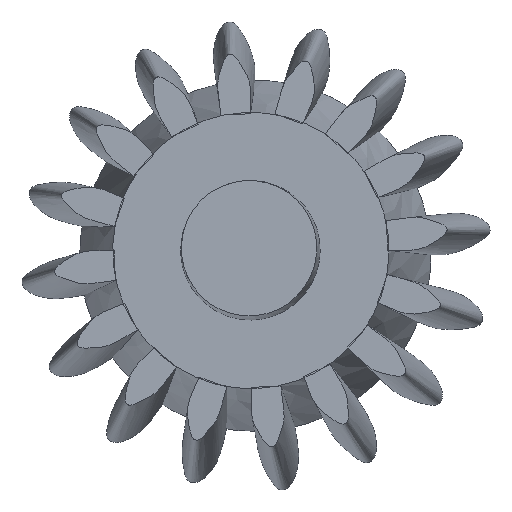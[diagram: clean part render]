
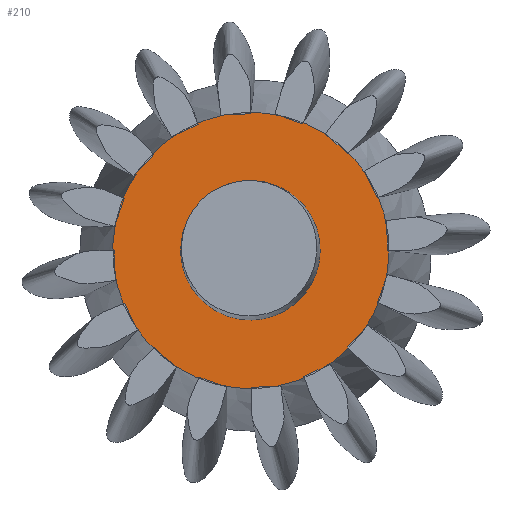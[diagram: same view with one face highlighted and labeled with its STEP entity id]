
A CAD part, front view. The second image highlights one B-rep face of the part: STEP entity #210.
In plain terms, the highlighted planar face has unit normal (-0.019, -1, 0.021).
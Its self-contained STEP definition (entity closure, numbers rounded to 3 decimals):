
#210=ADVANCED_FACE('',(#294),#295,.T.);
#294=FACE_OUTER_BOUND('',#977,.T.);
#295=PLANE('',#978);
#977=EDGE_LOOP('',(#5086));
#978=AXIS2_PLACEMENT_3D('',#5087,#5088,#5089);
#5086=ORIENTED_EDGE('',*,*,#5406,.F.);
#5087=CARTESIAN_POINT('',(-8.489,24.714,-5.698));
#5088=DIRECTION('',(-0.019,-1.,0.021));
#5089=DIRECTION('',(0.0,-0.021,-1.));
#5406=EDGE_CURVE('',#5516,#5516,#5517,.T.);
#5516=VERTEX_POINT('',#5889);
#5517=B_SPLINE_CURVE_WITH_KNOTS('',3,(#5890,#5891,#5892,#5893,#5894,#5895,#5896,#5897,#5898,#5899,#5900,#5901,#5902,#5903,#5904,#5905,#5906,#5907,#5908,#5909,#5910,#5911,#5912,#5913,#5914,#5915,#5916,#5917,#5918,#5919,#5920,#5921,#5922,#5923,#5924,#5925,#5926,#5927,#5928,#5929,#5930,#5931,#5932,#5933,#5934,#5935,#5936,#5937,#5938,#5939,#5940,#5941,#5942,#5943,#5944,#5945,#5946,#5947,#5948,#5949,#5950,#5951,#5952,#5953,#5954,#5955),.UNSPECIFIED.,.T.,.F.,(4,2,2,2,2,2,2,2,2,2,2,2,2,2,2,2,2,2,2,2,2,2,2,2,2,2,2,2,2,2,2,2,4),(0.0,0.031,0.063,0.094,0.125,0.156,0.188,0.219,0.25,0.281,0.313,0.344,0.375,0.406,0.438,0.469,0.5,0.531,0.563,0.594,0.625,0.656,0.688,0.719,0.75,0.781,0.813,0.844,0.875,0.906,0.938,0.969,1.0),.UNSPECIFIED.);
#5889=CARTESIAN_POINT('',(-53.068,26.238,26.336));
#5890=CARTESIAN_POINT('',(-53.068,26.238,26.336));
#5891=CARTESIAN_POINT('',(-50.971,26.258,29.254));
#5892=CARTESIAN_POINT('',(-48.585,26.268,31.966));
#5893=CARTESIAN_POINT('',(-43.332,26.268,36.873));
#5894=CARTESIAN_POINT('',(-40.464,26.258,39.068));
#5895=CARTESIAN_POINT('',(-34.354,26.218,42.856));
#5896=CARTESIAN_POINT('',(-31.113,26.188,44.449));
#5897=CARTESIAN_POINT('',(-24.383,26.111,46.972));
#5898=CARTESIAN_POINT('',(-20.893,26.062,47.903));
#5899=CARTESIAN_POINT('',(-13.8,25.949,49.065));
#5900=CARTESIAN_POINT('',(-10.197,25.885,49.297));
#5901=CARTESIAN_POINT('',(-3.014,25.741,49.053));
#5902=CARTESIAN_POINT('',(0.566,25.662,48.577));
#5903=CARTESIAN_POINT('',(7.563,25.493,46.937));
#5904=CARTESIAN_POINT('',(10.98,25.403,45.772));
#5905=CARTESIAN_POINT('',(17.522,25.215,42.798));
#5906=CARTESIAN_POINT('',(20.646,25.117,40.989));
#5907=CARTESIAN_POINT('',(26.481,24.917,36.796));
#5908=CARTESIAN_POINT('',(29.192,24.816,34.412));
#5909=CARTESIAN_POINT('',(34.097,24.612,29.16));
#5910=CARTESIAN_POINT('',(36.291,24.511,26.293));
#5911=CARTESIAN_POINT('',(40.076,24.311,20.185));
#5912=CARTESIAN_POINT('',(41.668,24.213,16.945));
#5913=CARTESIAN_POINT('',(44.189,24.025,10.216));
#5914=CARTESIAN_POINT('',(45.118,23.935,6.727));
#5915=CARTESIAN_POINT('',(46.278,23.766,-0.366));
#5916=CARTESIAN_POINT('',(46.508,23.687,-3.969));
#5917=CARTESIAN_POINT('',(46.261,23.543,-11.152));
#5918=CARTESIAN_POINT('',(45.784,23.479,-14.731));
#5919=CARTESIAN_POINT('',(44.141,23.366,-21.729));
#5920=CARTESIAN_POINT('',(42.975,23.317,-25.147));
#5921=CARTESIAN_POINT('',(39.998,23.24,-31.689));
#5922=CARTESIAN_POINT('',(38.188,23.21,-34.814));
#5923=CARTESIAN_POINT('',(33.992,23.17,-40.651));
#5924=CARTESIAN_POINT('',(31.607,23.16,-43.363));
#5925=CARTESIAN_POINT('',(26.353,23.16,-48.27));
#5926=CARTESIAN_POINT('',(23.485,23.17,-50.464));
#5927=CARTESIAN_POINT('',(17.376,23.21,-54.252));
#5928=CARTESIAN_POINT('',(14.135,23.24,-55.845));
#5929=CARTESIAN_POINT('',(7.404,23.317,-58.369));
#5930=CARTESIAN_POINT('',(3.915,23.366,-59.299));
#5931=CARTESIAN_POINT('',(-3.178,23.479,-60.462));
#5932=CARTESIAN_POINT('',(-6.782,23.543,-60.693));
#5933=CARTESIAN_POINT('',(-13.965,23.687,-60.45));
#5934=CARTESIAN_POINT('',(-17.544,23.766,-59.974));
#5935=CARTESIAN_POINT('',(-24.541,23.935,-58.334));
#5936=CARTESIAN_POINT('',(-27.959,24.025,-57.169));
#5937=CARTESIAN_POINT('',(-34.5,24.213,-54.195));
#5938=CARTESIAN_POINT('',(-37.625,24.311,-52.386));
#5939=CARTESIAN_POINT('',(-43.46,24.511,-48.193));
#5940=CARTESIAN_POINT('',(-46.171,24.612,-45.808));
#5941=CARTESIAN_POINT('',(-51.076,24.816,-40.557));
#5942=CARTESIAN_POINT('',(-53.269,24.917,-37.69));
#5943=CARTESIAN_POINT('',(-57.055,25.117,-31.582));
#5944=CARTESIAN_POINT('',(-58.647,25.215,-28.342));
#5945=CARTESIAN_POINT('',(-61.168,25.402,-21.612));
#5946=CARTESIAN_POINT('',(-62.097,25.493,-18.123));
#5947=CARTESIAN_POINT('',(-63.256,25.662,-11.031));
#5948=CARTESIAN_POINT('',(-63.487,25.741,-7.428));
#5949=CARTESIAN_POINT('',(-63.24,25.884,-0.245));
#5950=CARTESIAN_POINT('',(-62.763,25.949,3.335));
#5951=CARTESIAN_POINT('',(-61.12,26.062,10.332));
#5952=CARTESIAN_POINT('',(-59.953,26.11,13.75));
#5953=CARTESIAN_POINT('',(-56.977,26.188,20.293));
#5954=CARTESIAN_POINT('',(-55.166,26.218,23.418));
#5955=CARTESIAN_POINT('',(-53.068,26.238,26.336));
